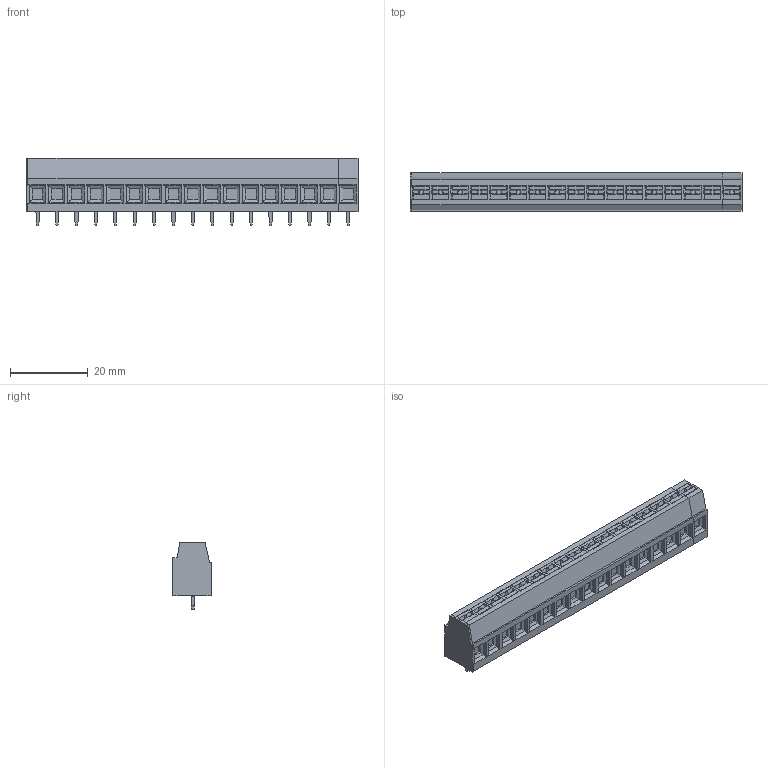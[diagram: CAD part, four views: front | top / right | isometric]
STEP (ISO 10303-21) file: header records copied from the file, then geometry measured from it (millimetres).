
FILE_DESCRIPTION(('CATIA V5 STEP Exchange','CAx-IF Rec.Pracs.--- Model Styling and Organization---1.4--- 2014-01-23'),'2;1');
FILE_NAME ('D1528709_0_2786700000_2786700000.stp','2022-04-26T13:58:00+00:00',('none'),('Weidmueller'),'CATIA Version 5-6 Release 2016 SP3 HF44','CATIA V5 STEP AP214','none');
FILE_SCHEMA(('AUTOMOTIVE_DESIGN { 1 0 10303 214 1 1 1 1 }'));
Products named in the file (1): 2786700000
Bounding box: 85.5 x 10 x 17.3 mm (x, y, z)
Volume: 10127.5 mm3; surface area: 6938.2 mm2
Topology: 37 solids, 72 shells, 1790 faces, 4882 edges, 3270 vertices
Faces by surface type: plane 1660, cylinder 118, cone 12
Entity records: 52404 total; most frequent: CARTESIAN_POINT 11366, ORIENTED_EDGE 9764, DIRECTION 6257, EDGE_CURVE 4882, VECTOR 4381, LINE 4381, VERTEX_POINT 3270, EDGE_LOOP 1858
